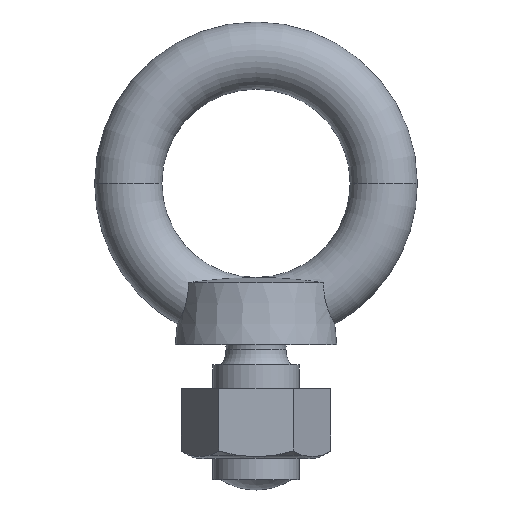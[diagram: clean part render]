
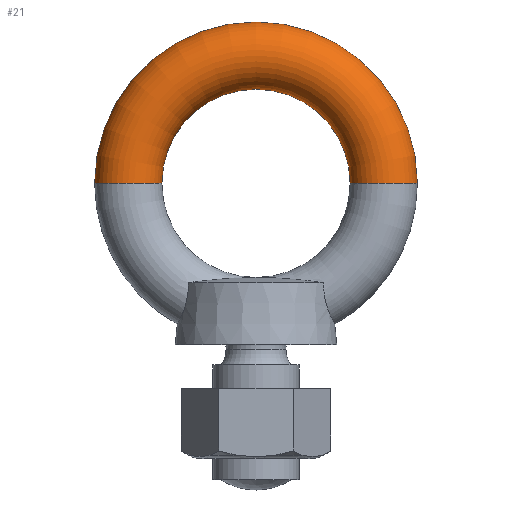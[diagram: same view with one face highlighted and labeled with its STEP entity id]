
A CAD part, top view. The second image highlights one B-rep face of the part: STEP entity #21.
In plain terms, the highlighted toroidal (fillet/blend) face has major radius 23.75 mm and minor radius 6.25 mm.
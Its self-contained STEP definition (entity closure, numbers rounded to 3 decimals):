
#7 = EDGE_CURVE ( 'NONE', #183, #180, #485, .T. ) ;
#18 = ORIENTED_EDGE ( 'NONE', *, *, #19, .T. ) ;
#19 = EDGE_CURVE ( 'NONE', #168, #167, #236, .T. ) ;
#20 = ORIENTED_EDGE ( 'NONE', *, *, #76, .T. ) ;
#21 = ADVANCED_FACE ( 'NONE', ( #237 ), #582, .T. ) ;
#40 = ORIENTED_EDGE ( 'NONE', *, *, #94, .F. ) ;
#41 = ORIENTED_EDGE ( 'NONE', *, *, #7, .F. ) ;
#76 = EDGE_CURVE ( 'NONE', #183, #168, #562, .T. ) ;
#94 = EDGE_CURVE ( 'NONE', #180, #167, #507, .T. ) ;
#167 = VERTEX_POINT ( 'NONE', #917 ) ;
#168 = VERTEX_POINT ( 'NONE', #916 ) ;
#180 = VERTEX_POINT ( 'NONE', #928 ) ;
#183 = VERTEX_POINT ( 'NONE', #905 ) ;
#207 = EDGE_LOOP ( 'NONE', ( #40, #41, #20, #18 ) ) ;
#232 = DIRECTION ( 'NONE',  ( -1., 0., 0. ) ) ;
#233 = DIRECTION ( 'NONE',  ( 0., 1., 0. ) ) ;
#234 = CARTESIAN_POINT ( 'NONE',  ( 23.75, 0., 0. ) ) ;
#235 = AXIS2_PLACEMENT_3D ( 'NONE', #234, #233, #232 ) ;
#236 = CIRCLE ( 'NONE', #235, 6.25 ) ;
#237 = FACE_OUTER_BOUND ( 'NONE', #207, .T. ) ;
#481 = DIRECTION ( 'NONE',  ( 0., 0., -1. ) ) ;
#482 = DIRECTION ( 'NONE',  ( 0., -1., 0. ) ) ;
#483 = CARTESIAN_POINT ( 'NONE',  ( -23.75, 0., 0. ) ) ;
#484 = AXIS2_PLACEMENT_3D ( 'NONE', #483, #482, #481 ) ;
#485 = CIRCLE ( 'NONE', #484, 6.25 ) ;
#504 = DIRECTION ( 'NONE',  ( 0., 0., -1. ) ) ;
#505 = CARTESIAN_POINT ( 'NONE',  ( 0., 0., 0. ) ) ;
#506 = AXIS2_PLACEMENT_3D ( 'NONE', #505, #504, #729 ) ;
#507 = CIRCLE ( 'NONE', #506, 30. ) ;
#559 = DIRECTION ( 'NONE',  ( -1., 0., 0. ) ) ;
#560 = DIRECTION ( 'NONE',  ( 0., 0., -1. ) ) ;
#561 = AXIS2_PLACEMENT_3D ( 'NONE', #567, #560, #559 ) ;
#562 = CIRCLE ( 'NONE', #561, 17.5 ) ;
#567 = CARTESIAN_POINT ( 'NONE',  ( 0., 0., 0. ) ) ;
#582 = TOROIDAL_SURFACE ( 'NONE', #631, 23.75, 6.25 ) ;
#630 = DIRECTION ( 'NONE',  ( 0., 0., -1. ) ) ;
#631 = AXIS2_PLACEMENT_3D ( 'NONE', #703, #630, #702 ) ;
#702 = DIRECTION ( 'NONE',  ( -1., 0., 0. ) ) ;
#703 = CARTESIAN_POINT ( 'NONE',  ( 0., 0., 0. ) ) ;
#729 = DIRECTION ( 'NONE',  ( -1., 0., 0. ) ) ;
#905 = CARTESIAN_POINT ( 'NONE',  ( -17.5, 0., 0. ) ) ;
#916 = CARTESIAN_POINT ( 'NONE',  ( 17.5, 0., 0. ) ) ;
#917 = CARTESIAN_POINT ( 'NONE',  ( 30., 0., 0. ) ) ;
#928 = CARTESIAN_POINT ( 'NONE',  ( -30., 0., 0. ) ) ;
